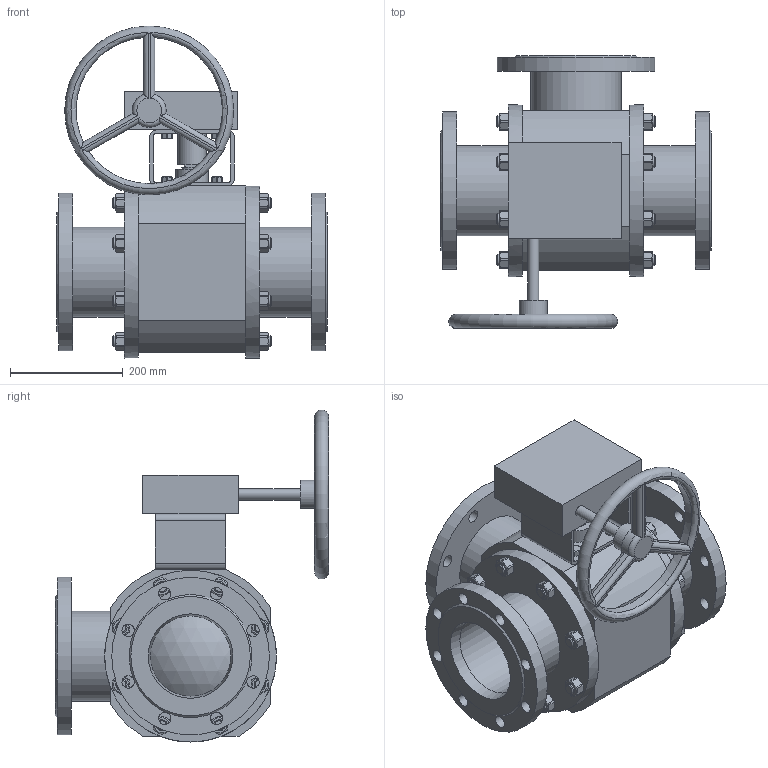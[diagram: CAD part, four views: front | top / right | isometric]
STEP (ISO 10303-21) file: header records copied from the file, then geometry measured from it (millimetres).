
FILE_DESCRIPTION(/* description */ (''),/* implementation_level */ '2;1');
FILE_NAME(/* name */ '39.041.150.000E.stp',/* time_stamp */ '2016-02-26T18:56:33+04:00',/* author */ (''),/* organization */ (''),/* preprocessor_version */ 'ST-DEVELOPER v15',/* originating_system */ 'SIEMENS PLM Software NX 8.5',/* authorisation */ '');
FILE_SCHEMA (('CONFIG_CONTROL_DESIGN'));
Length unit declared in the file: millimetre
Products named in the file (1): 39.041.150.000E
Bounding box: 480 x 485 x 589.5 mm (x, y, z)
Volume: 21971148.4 mm3; surface area: 1450761.5 mm2
Topology: 1 solids, 1 shells, 534 faces, 1444 edges, 944 vertices
Faces by surface type: plane 246, cylinder 233, cone 46, torus 7, sphere 2
Full cylindrical faces by diameter (mm): 20 x17, 22 x24, 36 x1, 50 x2, 58 x1, 60 x2, 143 x3, 160 x3, 280 x3, 305 x2
Entity records: 16614 total; most frequent: CARTESIAN_POINT 3674, DIRECTION 2704, ORIENTED_EDGE 2552, EDGE_CURVE 1276, AXIS2_PLACEMENT_3D 1074, VERTEX_POINT 882, EDGE_LOOP 732, LINE 556
